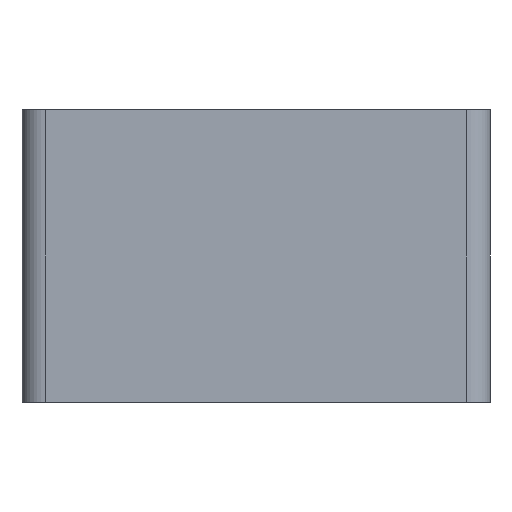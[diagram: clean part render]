
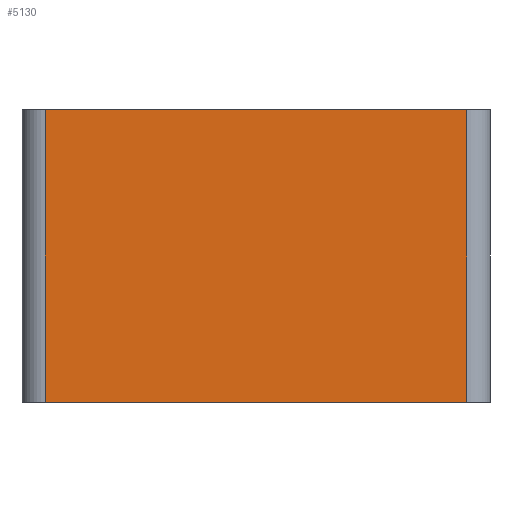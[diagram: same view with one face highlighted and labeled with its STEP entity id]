
A CAD part, front view. The second image highlights one B-rep face of the part: STEP entity #5130.
In plain terms, the highlighted planar face has unit normal (0, -1, 0).
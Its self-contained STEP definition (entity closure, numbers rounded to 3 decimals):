
#28 = VECTOR ( 'NONE', #3659, 1000. ) ;
#31 = CARTESIAN_POINT ( 'NONE',  ( -36., -20., -25. ) ) ;
#158 = PLANE ( 'NONE',  #4233 ) ;
#339 = CARTESIAN_POINT ( 'NONE',  ( -36., -20., 25. ) ) ;
#349 = EDGE_CURVE ( 'NONE', #5293, #2107, #4877, .T. ) ;
#365 = VECTOR ( 'NONE', #2124, 1000. ) ;
#442 = VECTOR ( 'NONE', #5756, 1000. ) ;
#632 = LINE ( 'NONE', #2986, #365 ) ;
#686 = ORIENTED_EDGE ( 'NONE', *, *, #1262, .F. ) ;
#763 = CARTESIAN_POINT ( 'NONE',  ( 36., -20., 25. ) ) ;
#870 = ORIENTED_EDGE ( 'NONE', *, *, #349, .T. ) ;
#1135 = VERTEX_POINT ( 'NONE', #763 ) ;
#1202 = CARTESIAN_POINT ( 'NONE',  ( 36., -20., -25. ) ) ;
#1262 = EDGE_CURVE ( 'NONE', #1135, #1825, #5758, .T. ) ;
#1318 = VECTOR ( 'NONE', #5262, 1000. ) ;
#1825 = VERTEX_POINT ( 'NONE', #1202 ) ;
#2022 = CARTESIAN_POINT ( 'NONE',  ( -36., -20., 25. ) ) ;
#2107 = VERTEX_POINT ( 'NONE', #31 ) ;
#2124 = DIRECTION ( 'NONE',  ( 1., 0., 0. ) ) ;
#2353 = CARTESIAN_POINT ( 'NONE',  ( 36., -20., 25. ) ) ;
#2444 = ORIENTED_EDGE ( 'NONE', *, *, #4718, .T. ) ;
#2923 = CARTESIAN_POINT ( 'NONE',  ( -36., -20., 25. ) ) ;
#2986 = CARTESIAN_POINT ( 'NONE',  ( -36., -20., -25. ) ) ;
#3563 = DIRECTION ( 'NONE',  ( 0., 1., 0. ) ) ;
#3601 = EDGE_CURVE ( 'NONE', #5293, #1135, #5490, .T. ) ;
#3659 = DIRECTION ( 'NONE',  ( 1., 0., 0. ) ) ;
#4233 = AXIS2_PLACEMENT_3D ( 'NONE', #2022, #3563, #4378 ) ;
#4312 = EDGE_LOOP ( 'NONE', ( #2444, #686, #5551, #870 ) ) ;
#4378 = DIRECTION ( 'NONE',  ( -1., 0., 0. ) ) ;
#4718 = EDGE_CURVE ( 'NONE', #2107, #1825, #632, .T. ) ;
#4877 = LINE ( 'NONE', #2923, #442 ) ;
#5094 = CARTESIAN_POINT ( 'NONE',  ( -36., -20., 25. ) ) ;
#5130 = ADVANCED_FACE ( 'NONE', ( #5874 ), #158, .F. ) ;
#5262 = DIRECTION ( 'NONE',  ( 0., 0., -1. ) ) ;
#5293 = VERTEX_POINT ( 'NONE', #5094 ) ;
#5490 = LINE ( 'NONE', #339, #28 ) ;
#5551 = ORIENTED_EDGE ( 'NONE', *, *, #3601, .F. ) ;
#5756 = DIRECTION ( 'NONE',  ( 0., 0., -1. ) ) ;
#5758 = LINE ( 'NONE', #2353, #1318 ) ;
#5874 = FACE_OUTER_BOUND ( 'NONE', #4312, .T. ) ;
